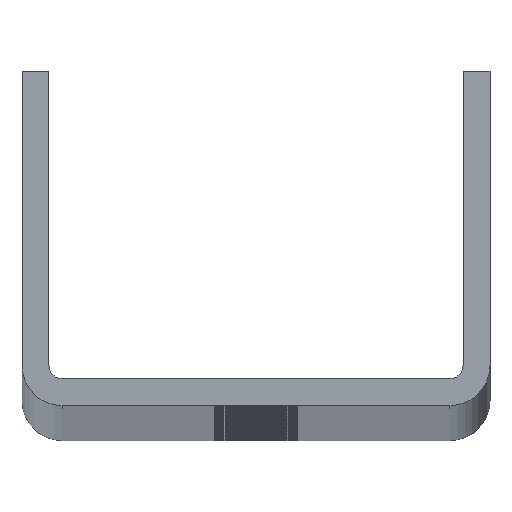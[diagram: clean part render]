
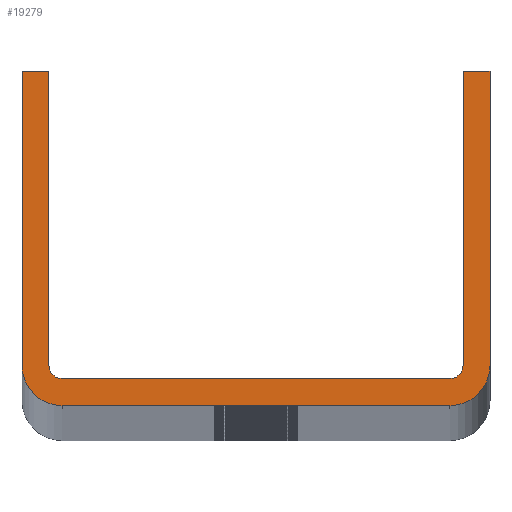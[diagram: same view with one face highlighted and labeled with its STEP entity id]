
A CAD part, top view. The second image highlights one B-rep face of the part: STEP entity #19279.
In plain terms, the highlighted planar face has unit normal (0, 0, 1).
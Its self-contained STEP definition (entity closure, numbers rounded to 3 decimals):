
#157 = VERTEX_POINT ( 'NONE', #16440 ) ;
#635 = VERTEX_POINT ( 'NONE', #2782 ) ;
#707 = AXIS2_PLACEMENT_3D ( 'NONE', #16297, #26136, #3696 ) ;
#1370 = EDGE_CURVE ( 'NONE', #18235, #30973, #29333, .T. ) ;
#1450 = CARTESIAN_POINT ( 'NONE',  ( 29., 6., 3000. ) ) ;
#2203 = DIRECTION ( 'NONE',  ( 1., 0., 0. ) ) ;
#2537 = LINE ( 'NONE', #9641, #6284 ) ;
#2589 = CARTESIAN_POINT ( 'NONE',  ( 29., 6., 3000. ) ) ;
#2782 = CARTESIAN_POINT ( 'NONE',  ( -31., 50., 3000. ) ) ;
#3696 = DIRECTION ( 'NONE',  ( 1., 0., 0. ) ) ;
#4450 = ORIENTED_EDGE ( 'NONE', *, *, #13241, .F. ) ;
#4850 = DIRECTION ( 'NONE',  ( 1., 0., 0. ) ) ;
#5046 = VERTEX_POINT ( 'NONE', #30864 ) ;
#5351 = DIRECTION ( 'NONE',  ( 0., 1., 0. ) ) ;
#5353 = ORIENTED_EDGE ( 'NONE', *, *, #23667, .F. ) ;
#5530 = VERTEX_POINT ( 'NONE', #12449 ) ;
#5913 = DIRECTION ( 'NONE',  ( 0., 0., 1. ) ) ;
#6284 = VECTOR ( 'NONE', #12377, 1000. ) ;
#6296 = AXIS2_PLACEMENT_3D ( 'NONE', #1450, #11610, #11307 ) ;
#7192 = CARTESIAN_POINT ( 'NONE',  ( -35., 50., 3000. ) ) ;
#8019 = DIRECTION ( 'NONE',  ( 0., -1., 0. ) ) ;
#8811 = CARTESIAN_POINT ( 'NONE',  ( 35., 6., 3000. ) ) ;
#9344 = VECTOR ( 'NONE', #11574, 1000. ) ;
#9370 = EDGE_CURVE ( 'NONE', #635, #16756, #29957, .T. ) ;
#9641 = CARTESIAN_POINT ( 'NONE',  ( 31., 50., 3000. ) ) ;
#9946 = CARTESIAN_POINT ( 'NONE',  ( -29., 4., 3000. ) ) ;
#10262 = ORIENTED_EDGE ( 'NONE', *, *, #16452, .F. ) ;
#10681 = AXIS2_PLACEMENT_3D ( 'NONE', #18186, #5913, #18506 ) ;
#10812 = ORIENTED_EDGE ( 'NONE', *, *, #15352, .T. ) ;
#11307 = DIRECTION ( 'NONE',  ( 1., 0., 0. ) ) ;
#11468 = CIRCLE ( 'NONE', #14533, 6. ) ;
#11559 = VERTEX_POINT ( 'NONE', #8811 ) ;
#11574 = DIRECTION ( 'NONE',  ( 0., -1., 0. ) ) ;
#11610 = DIRECTION ( 'NONE',  ( 0., 0., 1. ) ) ;
#11890 = LINE ( 'NONE', #29320, #24448 ) ;
#12377 = DIRECTION ( 'NONE',  ( 1., 0., 0. ) ) ;
#12449 = CARTESIAN_POINT ( 'NONE',  ( 29., 4., 3000. ) ) ;
#12763 = CARTESIAN_POINT ( 'NONE',  ( 35., 6., 3000. ) ) ;
#13241 = EDGE_CURVE ( 'NONE', #30973, #5046, #2537, .T. ) ;
#13957 = CARTESIAN_POINT ( 'NONE',  ( -31., 6., 3000. ) ) ;
#14242 = DIRECTION ( 'NONE',  ( 1., 0., 0. ) ) ;
#14533 = AXIS2_PLACEMENT_3D ( 'NONE', #2589, #29863, #4850 ) ;
#14728 = EDGE_CURVE ( 'NONE', #19173, #157, #17218, .T. ) ;
#15352 = EDGE_CURVE ( 'NONE', #31148, #19173, #18845, .T. ) ;
#15416 = ORIENTED_EDGE ( 'NONE', *, *, #9370, .F. ) ;
#15600 = EDGE_LOOP ( 'NONE', ( #26982, #4450, #26600, #25738, #10262, #28194, #15416, #5353, #10812, #20487, #30976, #19171 ) ) ;
#16297 = CARTESIAN_POINT ( 'NONE',  ( -29., 6., 3000. ) ) ;
#16440 = CARTESIAN_POINT ( 'NONE',  ( -29., 0., 3000. ) ) ;
#16452 = EDGE_CURVE ( 'NONE', #17454, #5530, #22209, .T. ) ;
#16756 = VERTEX_POINT ( 'NONE', #13957 ) ;
#17218 = CIRCLE ( 'NONE', #707, 6. ) ;
#17382 = DIRECTION ( 'NONE',  ( 1., 0., 0. ) ) ;
#17454 = VERTEX_POINT ( 'NONE', #23737 ) ;
#18186 = CARTESIAN_POINT ( 'NONE',  ( 29., 6., 3000. ) ) ;
#18235 = VERTEX_POINT ( 'NONE', #21702 ) ;
#18506 = DIRECTION ( 'NONE',  ( 1., 0., 0. ) ) ;
#18794 = VECTOR ( 'NONE', #5351, 1000. ) ;
#18845 = LINE ( 'NONE', #29310, #9344 ) ;
#19023 = DIRECTION ( 'NONE',  ( 0., 1., 0. ) ) ;
#19171 = ORIENTED_EDGE ( 'NONE', *, *, #31339, .T. ) ;
#19173 = VERTEX_POINT ( 'NONE', #19808 ) ;
#19279 = ADVANCED_FACE ( 'NONE', ( #28345 ), #20279, .T. ) ;
#19808 = CARTESIAN_POINT ( 'NONE',  ( -35., 6., 3000. ) ) ;
#20209 = CIRCLE ( 'NONE', #6296, 2. ) ;
#20279 = PLANE ( 'NONE',  #10681 ) ;
#20438 = CARTESIAN_POINT ( 'NONE',  ( 29., 0., 3000. ) ) ;
#20487 = ORIENTED_EDGE ( 'NONE', *, *, #14728, .T. ) ;
#21702 = CARTESIAN_POINT ( 'NONE',  ( 31., 6., 3000. ) ) ;
#22075 = CARTESIAN_POINT ( 'NONE',  ( 31., 6., 3000. ) ) ;
#22209 = LINE ( 'NONE', #9946, #31121 ) ;
#22834 = CIRCLE ( 'NONE', #31097, 2. ) ;
#23667 = EDGE_CURVE ( 'NONE', #31148, #635, #29785, .T. ) ;
#23737 = CARTESIAN_POINT ( 'NONE',  ( -29., 4., 3000. ) ) ;
#24389 = VECTOR ( 'NONE', #19023, 1000. ) ;
#24448 = VECTOR ( 'NONE', #2203, 1000. ) ;
#24632 = DIRECTION ( 'NONE',  ( 1., 0., 0. ) ) ;
#25543 = EDGE_CURVE ( 'NONE', #16756, #17454, #22834, .T. ) ;
#25738 = ORIENTED_EDGE ( 'NONE', *, *, #31627, .F. ) ;
#26136 = DIRECTION ( 'NONE',  ( 0., 0., 1. ) ) ;
#26326 = CARTESIAN_POINT ( 'NONE',  ( -29., 6., 3000. ) ) ;
#26410 = EDGE_CURVE ( 'NONE', #157, #31057, #11890, .T. ) ;
#26600 = ORIENTED_EDGE ( 'NONE', *, *, #1370, .F. ) ;
#26982 = ORIENTED_EDGE ( 'NONE', *, *, #27852, .T. ) ;
#27056 = CARTESIAN_POINT ( 'NONE',  ( 31., 50., 3000. ) ) ;
#27452 = LINE ( 'NONE', #12763, #18794 ) ;
#27536 = CARTESIAN_POINT ( 'NONE',  ( -31., 50., 3000. ) ) ;
#27785 = VECTOR ( 'NONE', #8019, 1000. ) ;
#27852 = EDGE_CURVE ( 'NONE', #11559, #5046, #27452, .T. ) ;
#28174 = VECTOR ( 'NONE', #24632, 1000. ) ;
#28194 = ORIENTED_EDGE ( 'NONE', *, *, #25543, .F. ) ;
#28345 = FACE_OUTER_BOUND ( 'NONE', #15600, .T. ) ;
#28912 = DIRECTION ( 'NONE',  ( 0., 0., 1. ) ) ;
#29310 = CARTESIAN_POINT ( 'NONE',  ( -35., 50., 3000. ) ) ;
#29320 = CARTESIAN_POINT ( 'NONE',  ( -29., 0., 3000. ) ) ;
#29333 = LINE ( 'NONE', #22075, #24389 ) ;
#29785 = LINE ( 'NONE', #7192, #28174 ) ;
#29863 = DIRECTION ( 'NONE',  ( 0., 0., 1. ) ) ;
#29957 = LINE ( 'NONE', #27536, #27785 ) ;
#30864 = CARTESIAN_POINT ( 'NONE',  ( 35., 50., 3000. ) ) ;
#30973 = VERTEX_POINT ( 'NONE', #27056 ) ;
#30976 = ORIENTED_EDGE ( 'NONE', *, *, #26410, .T. ) ;
#31057 = VERTEX_POINT ( 'NONE', #20438 ) ;
#31079 = CARTESIAN_POINT ( 'NONE',  ( -35., 50., 3000. ) ) ;
#31097 = AXIS2_PLACEMENT_3D ( 'NONE', #26326, #28912, #14242 ) ;
#31121 = VECTOR ( 'NONE', #17382, 1000. ) ;
#31148 = VERTEX_POINT ( 'NONE', #31079 ) ;
#31339 = EDGE_CURVE ( 'NONE', #31057, #11559, #11468, .T. ) ;
#31627 = EDGE_CURVE ( 'NONE', #5530, #18235, #20209, .T. ) ;
